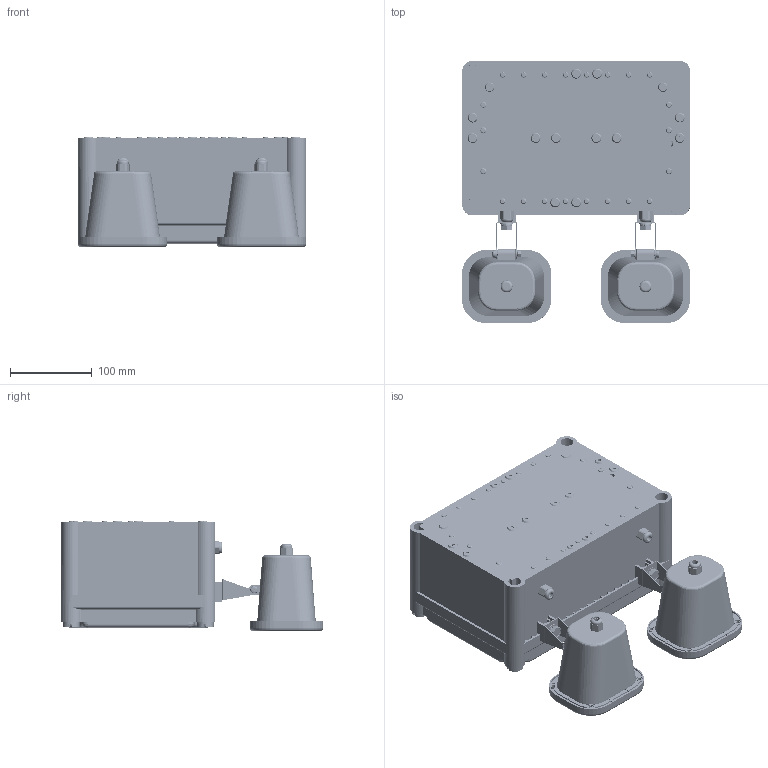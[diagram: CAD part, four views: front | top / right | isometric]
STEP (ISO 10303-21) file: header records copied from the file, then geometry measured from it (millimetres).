
FILE_DESCRIPTION((''),'2;1');
FILE_NAME('TWP','2025-09-19T10:48:23',('chuncheng.yin'),(''),'CREO PARAMETRIC BY PTC INC, 2024401','CREO PARAMETRIC BY PTC INC, 2024401','');
FILE_SCHEMA(('CONFIG_CONTROL_DESIGN'));
Products named in the file (1): TWP
Bounding box: 279.5 x 320.74 x 134.95 mm (x, y, z)
Volume: 5156147.9 mm3; surface area: 767372.4 mm2
Topology: 2 solids, 4 shells, 3058 faces, 8203 edges, 5255 vertices
Faces by surface type: cylinder 1325, plane 1171, torus 239, bspline 206, cone 59, extrusion 34, sphere 16, revolution 8
Entity records: 134745 total; most frequent: CARTESIAN_POINT 59982, ORIENTED_EDGE 16406, DIRECTION 14673, EDGE_CURVE 8203, AXIS2_PLACEMENT_3D 5364, VERTEX_POINT 5255, VECTOR 3937, LINE 3903
